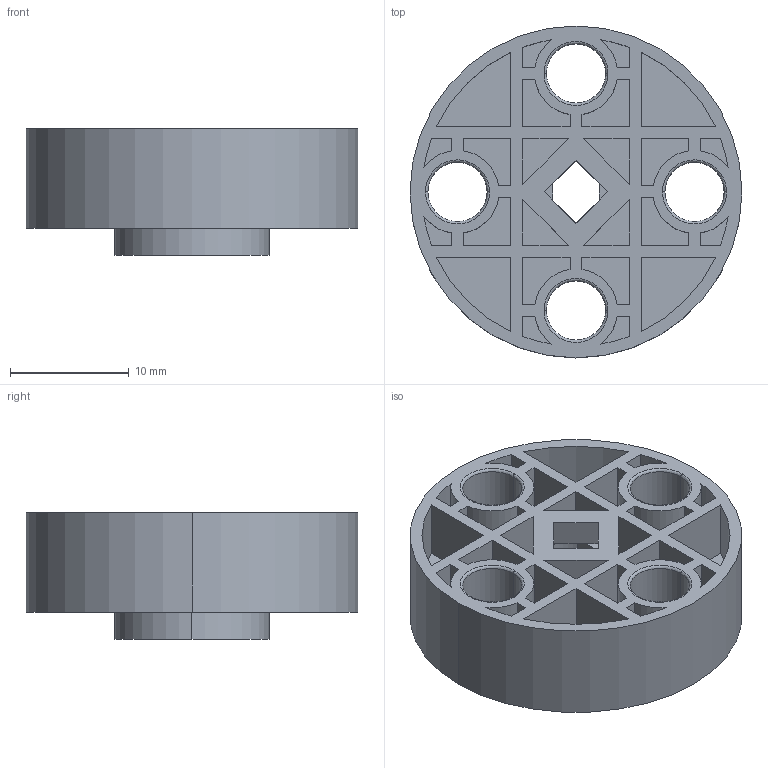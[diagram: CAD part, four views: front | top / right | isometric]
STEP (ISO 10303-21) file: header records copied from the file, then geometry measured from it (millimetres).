
FILE_DESCRIPTION (( 'STEP AP203' ), '1' );
FILE_NAME ('MOhA_1.STEP', '2019-02-21T11:08:43', ( '' ), ( '' ), 'SwSTEP 2.0', 'SolidWorks 2018', '' );
FILE_SCHEMA (( 'CONFIG_CONTROL_DESIGN' ));
Length unit declared in the file: millimetre
Products named in the file (1): MOhA_1
Bounding box: 28 x 28 x 10.7 mm (x, y, z)
Volume: 2977.4 mm3; surface area: 4783.5 mm2
Topology: 1 solids, 1 shells, 232 faces, 556 edges, 364 vertices
Faces by surface type: plane 148, cylinder 74, bspline 8, cone 2
Entity records: 7191 total; most frequent: CARTESIAN_POINT 1581, DIRECTION 1156, ORIENTED_EDGE 1112, EDGE_CURVE 556, AXIS2_PLACEMENT_3D 387, VECTOR 382, LINE 382, VERTEX_POINT 364
